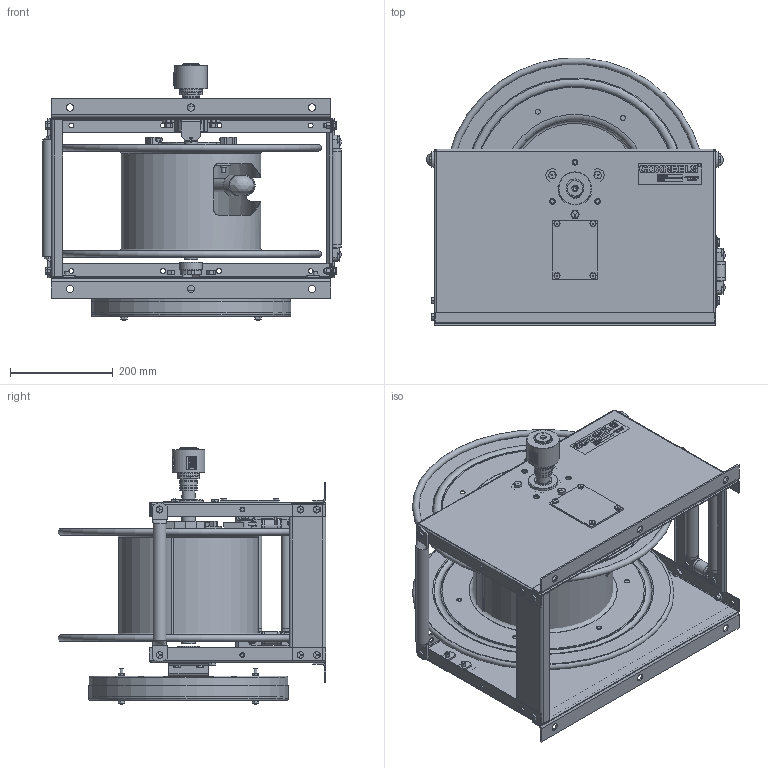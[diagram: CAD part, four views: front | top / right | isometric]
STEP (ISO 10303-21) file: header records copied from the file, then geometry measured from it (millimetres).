
FILE_DESCRIPTION((''),'2;1');
FILE_NAME('SLPL-550_SHARED.stp','2013-07-03T10:18:32',('JKucera'),(''),'Autodesk Inventor 2013','Autodesk Inventor 2013','');
FILE_SCHEMA(('AUTOMOTIVE_DESIGN { 1 0 10303 214 1 1 1 1 }'));
Length unit declared in the file: inch
Products named in the file (1): SLPL-550_SHARED
Bounding box: 580.11 x 520.02 x 499.74 mm (x, y, z)
Surface area: 2934298.8 mm2 (no closed solid volume)
Topology: 0 solids, 250 shells, 685 faces, 5660 edges, 5092 vertices
Faces by surface type: plane 483, cylinder 141, torus 26, bspline 17, cone 13, sphere 4, revolution 1
Full cylindrical faces by diameter (mm): 6.35 x6, 7.798 x4, 7.938 x14, 12.7 x3, 13.462 x1, 14.288 x6, 19.05 x1, 25.4 x16, 25.654 x1, 26.594 x1, 34.544 x4, 40.767 x1, 41.275 x1, 42.926 x1, 44.323 x1, 57.125 x1, 63.5 x1, 262.392 x1, 387.096 x1, 388.62 x1
Entity records: 55807 total; most frequent: CARTESIAN_POINT 16072, DIRECTION 6621, ORIENTED_EDGE 6262, EDGE_CURVE 5523, VERTEX_POINT 5057, VECTOR 2978, LINE 2978, AXIS2_PLACEMENT_3D 1821
